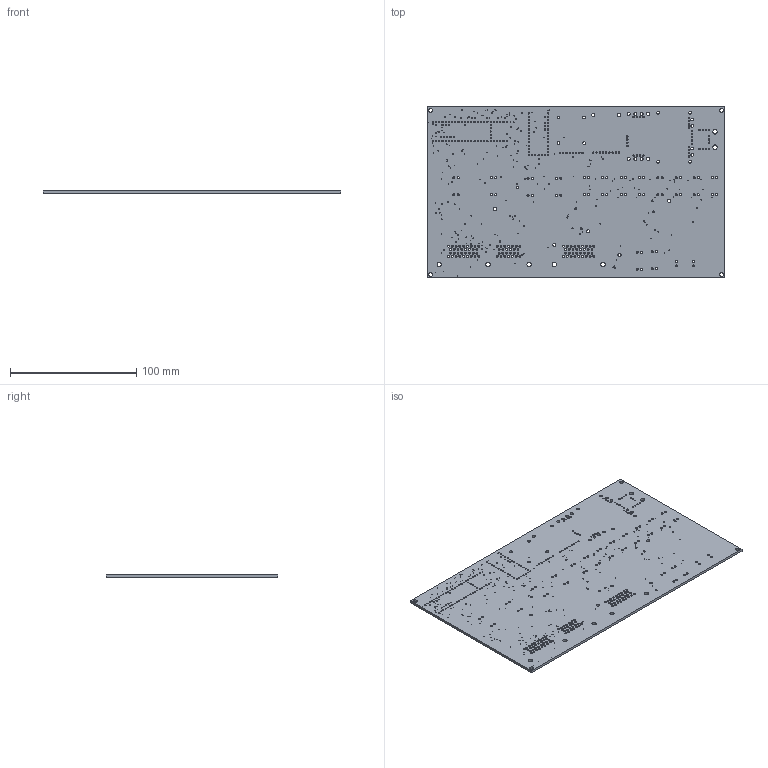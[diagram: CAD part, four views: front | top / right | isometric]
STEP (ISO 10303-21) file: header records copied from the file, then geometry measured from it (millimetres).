
FILE_DESCRIPTION(('for SolidWorks'),'2;1');
FILE_NAME('School and Work (post Aug''DAQ-PDU AIO Rev2 3D Model.step','2020-02-21T17:59:48',('m_sav'), (''),'Open CASCADE STEP processor 6.6','DipTrace','Unknown');
FILE_SCHEMA(('AUTOMOTIVE_DESIGN { 1 0 10303 214 1 1 1 1 }'));
Length unit declared in the file: millimetre
Products named in the file (2): PCB_DAQ-PDU_AIO_Rev2_3D_Model; Board_DAQ-PDU_AIO_Rev2_3D_Model
Assembly tree (1 placements, depth 2):
  PCB_DAQ-PDU_AIO_Rev2_3D_Model
    Board_DAQ-PDU_AIO_Rev2_3D_Model
Bounding box: 235.75 x 135.75 x 2 mm (x, y, z)
Volume: 62670 mm3; surface area: 68005.1 mm2
Topology: 1 solids, 1 shells, 602 faces, 1800 edges, 1200 vertices
Faces by surface type: cylinder 596, plane 6
Full cylindrical faces by diameter (mm): 0.486 x251, 0.9 x37, 0.965 x62, 1.05 x41, 1.2 x12, 1.5 x94, 1.6 x1, 1.65 x60, 2.18 x4, 2.2 x4, 2.24 x4, 2.29 x4, 2.3 x4, 2.5 x5, 2.54 x2, 3 x4, 3.4 x5, 3.556 x2
Entity records: 23437 total; most frequent: DIRECTION 4200, CARTESIAN_POINT 3604, ORIENTED_EDGE 3600, EDGE_CURVE 1800, AXIS2_PLACEMENT_3D 1796, FACE_BOUND 1794, EDGE_LOOP 1794, VERTEX_POINT 1200
